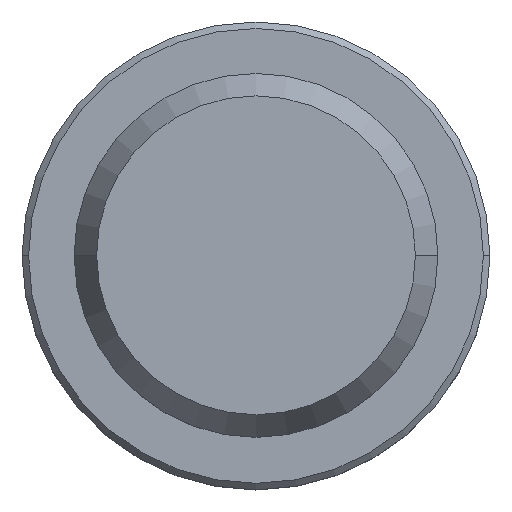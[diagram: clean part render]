
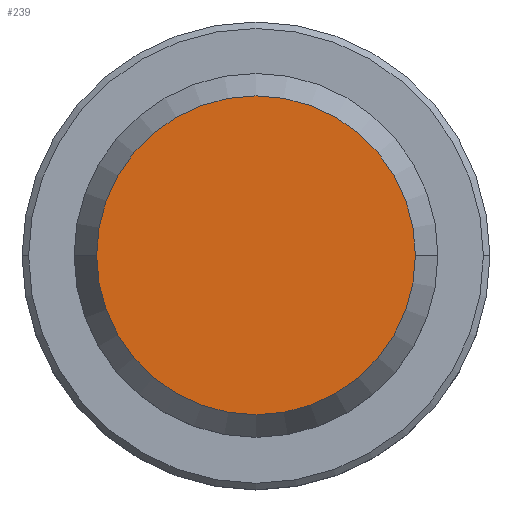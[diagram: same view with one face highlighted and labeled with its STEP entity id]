
A CAD part, top view. The second image highlights one B-rep face of the part: STEP entity #239.
In plain terms, the highlighted planar face has unit normal (0, 0, 1).
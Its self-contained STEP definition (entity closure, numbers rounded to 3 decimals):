
#150 = CARTESIAN_POINT ( 'NONE',  ( 0., 0., 0. ) ) ;
#162 = CARTESIAN_POINT ( 'NONE',  ( 0., 0., 0. ) ) ;
#174 = CARTESIAN_POINT ( 'NONE',  ( 0., 12.268, 0. ) ) ;
#179 = DIRECTION ( 'NONE',  ( -1., 0., 0. ) ) ;
#239 = ADVANCED_FACE ( 'NONE', ( #410 ), #991, .F. ) ;
#240 = CIRCLE ( 'NONE', #305, 12.268 ) ;
#241 = EDGE_LOOP ( 'NONE', ( #316, #398 ) ) ;
#266 = DIRECTION ( 'NONE',  ( 1., 0., 0. ) ) ;
#282 = DIRECTION ( 'NONE',  ( 0., 0., -1. ) ) ;
#305 = AXIS2_PLACEMENT_3D ( 'NONE', #150, #338, #343 ) ;
#316 = ORIENTED_EDGE ( 'NONE', *, *, #1057, .T. ) ;
#338 = DIRECTION ( 'NONE',  ( 0., 0., 1. ) ) ;
#343 = DIRECTION ( 'NONE',  ( 1., 0., 0. ) ) ;
#398 = ORIENTED_EDGE ( 'NONE', *, *, #517, .T. ) ;
#410 = FACE_OUTER_BOUND ( 'NONE', #241, .T. ) ;
#479 = CIRCLE ( 'NONE', #825, 12.268 ) ;
#509 = AXIS2_PLACEMENT_3D ( 'NONE', #174, #282, #179 ) ;
#517 = EDGE_CURVE ( 'NONE', #940, #678, #240, .T. ) ;
#542 = CARTESIAN_POINT ( 'NONE',  ( 12.268, 0., 0. ) ) ;
#581 = CARTESIAN_POINT ( 'NONE',  ( -12.268, 0., 0. ) ) ;
#678 = VERTEX_POINT ( 'NONE', #581 ) ;
#797 = DIRECTION ( 'NONE',  ( 0., 0., 1. ) ) ;
#825 = AXIS2_PLACEMENT_3D ( 'NONE', #162, #797, #266 ) ;
#940 = VERTEX_POINT ( 'NONE', #542 ) ;
#991 = PLANE ( 'NONE',  #509 ) ;
#1057 = EDGE_CURVE ( 'NONE', #678, #940, #479, .T. ) ;
